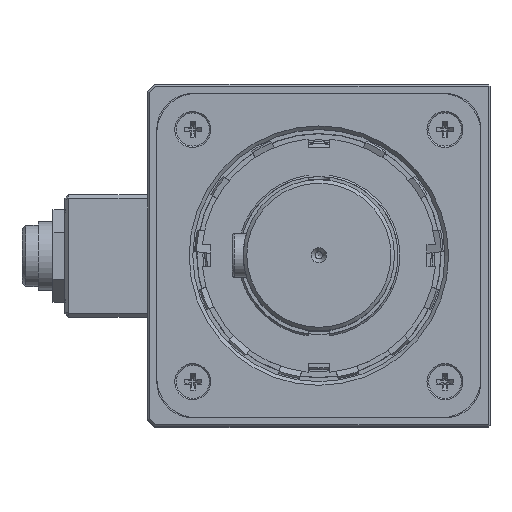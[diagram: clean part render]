
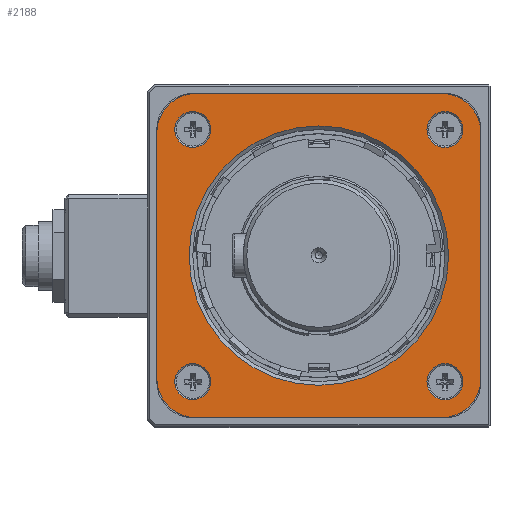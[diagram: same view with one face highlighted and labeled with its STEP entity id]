
A CAD part, top view. The second image highlights one B-rep face of the part: STEP entity #2188.
In plain terms, the highlighted planar face has unit normal (0, 0, 1).
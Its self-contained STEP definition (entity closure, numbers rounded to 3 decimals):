
#2188 = ADVANCED_FACE( '', ( #4596, #4597, #4598, #4599, #4600, #4601 ), #4602, .T. );
#4596 = FACE_BOUND( '', #7676, .T. );
#4597 = FACE_BOUND( '', #7677, .T. );
#4598 = FACE_BOUND( '', #7678, .T. );
#4599 = FACE_BOUND( '', #7679, .T. );
#4600 = FACE_BOUND( '', #7680, .T. );
#4601 = FACE_OUTER_BOUND( '', #7681, .T. );
#4602 = PLANE( '', #7682 );
#7676 = EDGE_LOOP( '', ( #12021 ) );
#7677 = EDGE_LOOP( '', ( #12022 ) );
#7678 = EDGE_LOOP( '', ( #12023 ) );
#7679 = EDGE_LOOP( '', ( #12024 ) );
#7680 = EDGE_LOOP( '', ( #12025 ) );
#7681 = EDGE_LOOP( '', ( #12026, #12027, #12028, #12029, #12030, #12031, #12032, #12033 ) );
#7682 = AXIS2_PLACEMENT_3D( '', #12034, #12035, #12036 );
#12021 = ORIENTED_EDGE( '', *, *, #18422, .T. );
#12022 = ORIENTED_EDGE( '', *, *, #18524, .T. );
#12023 = ORIENTED_EDGE( '', *, *, #18525, .T. );
#12024 = ORIENTED_EDGE( '', *, *, #18526, .T. );
#12025 = ORIENTED_EDGE( '', *, *, #18527, .T. );
#12026 = ORIENTED_EDGE( '', *, *, #17831, .T. );
#12027 = ORIENTED_EDGE( '', *, *, #18528, .T. );
#12028 = ORIENTED_EDGE( '', *, *, #18281, .T. );
#12029 = ORIENTED_EDGE( '', *, *, #18529, .T. );
#12030 = ORIENTED_EDGE( '', *, *, #18530, .T. );
#12031 = ORIENTED_EDGE( '', *, *, #17718, .T. );
#12032 = ORIENTED_EDGE( '', *, *, #17504, .T. );
#12033 = ORIENTED_EDGE( '', *, *, #18023, .T. );
#12034 = CARTESIAN_POINT( '', ( -45., -45., 10. ) );
#12035 = DIRECTION( '', ( 0., 0., 1. ) );
#12036 = DIRECTION( '', ( 1., 0., 0. ) );
#17504 = EDGE_CURVE( '', #20532, #20533, #20534, .T. );
#17718 = EDGE_CURVE( '', #20907, #20532, #20908, .T. );
#17831 = EDGE_CURVE( '', #21096, #21094, #21097, .T. );
#18023 = EDGE_CURVE( '', #20533, #21096, #21414, .T. );
#18281 = EDGE_CURVE( '', #21846, #21847, #21848, .T. );
#18422 = EDGE_CURVE( '', #22069, #22069, #22070, .F. );
#18524 = EDGE_CURVE( '', #22231, #22231, #22232, .T. );
#18525 = EDGE_CURVE( '', #22233, #22233, #22234, .T. );
#18526 = EDGE_CURVE( '', #22235, #22235, #22236, .T. );
#18527 = EDGE_CURVE( '', #22237, #22237, #22238, .T. );
#18528 = EDGE_CURVE( '', #21094, #21846, #22239, .T. );
#18529 = EDGE_CURVE( '', #21847, #22240, #22241, .T. );
#18530 = EDGE_CURVE( '', #22240, #20907, #22242, .T. );
#20532 = VERTEX_POINT( '', #24927 );
#20533 = VERTEX_POINT( '', #24928 );
#20534 = LINE( '', #24929, #24930 );
#20907 = VERTEX_POINT( '', #25465 );
#20908 = CIRCLE( '', #25466, 11. );
#21094 = VERTEX_POINT( '', #25736 );
#21096 = VERTEX_POINT( '', #25739 );
#21097 = LINE( '', #25740, #25741 );
#21414 = CIRCLE( '', #26252, 11. );
#21846 = VERTEX_POINT( '', #26822 );
#21847 = VERTEX_POINT( '', #26823 );
#21848 = LINE( '', #26824, #26825 );
#22069 = VERTEX_POINT( '', #27137 );
#22070 = CIRCLE( '', #27138, 36. );
#22231 = VERTEX_POINT( '', #27393 );
#22232 = CIRCLE( '', #27394, 5. );
#22233 = VERTEX_POINT( '', #27395 );
#22234 = CIRCLE( '', #27396, 5. );
#22235 = VERTEX_POINT( '', #27397 );
#22236 = CIRCLE( '', #27398, 5. );
#22237 = VERTEX_POINT( '', #27399 );
#22238 = CIRCLE( '', #27400, 5. );
#22239 = CIRCLE( '', #27401, 11. );
#22240 = VERTEX_POINT( '', #27402 );
#22241 = CIRCLE( '', #27403, 11. );
#22242 = LINE( '', #27404, #27405 );
#24927 = CARTESIAN_POINT( '', ( 34., 45., 10. ) );
#24928 = CARTESIAN_POINT( '', ( -34., 45., 10. ) );
#24929 = CARTESIAN_POINT( '', ( 45., 45., 10. ) );
#24930 = VECTOR( '', #30688, 1000. );
#25465 = CARTESIAN_POINT( '', ( 45., 34., 10. ) );
#25466 = AXIS2_PLACEMENT_3D( '', #30941, #30942, #30943 );
#25736 = CARTESIAN_POINT( '', ( -45., -34., 10. ) );
#25739 = CARTESIAN_POINT( '', ( -45., 34., 10. ) );
#25740 = CARTESIAN_POINT( '', ( -45., 45., 10. ) );
#25741 = VECTOR( '', #31092, 1000. );
#26252 = AXIS2_PLACEMENT_3D( '', #31329, #31330, #31331 );
#26822 = CARTESIAN_POINT( '', ( -34., -45., 10. ) );
#26823 = CARTESIAN_POINT( '', ( 34., -45., 10. ) );
#26824 = CARTESIAN_POINT( '', ( -45., -45., 10. ) );
#26825 = VECTOR( '', #31704, 1000. );
#27137 = CARTESIAN_POINT( '', ( 36., 0., 10. ) );
#27138 = AXIS2_PLACEMENT_3D( '', #31874, #31875, #31876 );
#27393 = CARTESIAN_POINT( '', ( -40., -35., 10. ) );
#27394 = AXIS2_PLACEMENT_3D( '', #32006, #32007, #32008 );
#27395 = CARTESIAN_POINT( '', ( 35., -40., 10. ) );
#27396 = AXIS2_PLACEMENT_3D( '', #32009, #32010, #32011 );
#27397 = CARTESIAN_POINT( '', ( 40., 35., 10. ) );
#27398 = AXIS2_PLACEMENT_3D( '', #32012, #32013, #32014 );
#27399 = CARTESIAN_POINT( '', ( -35., 40., 10. ) );
#27400 = AXIS2_PLACEMENT_3D( '', #32015, #32016, #32017 );
#27401 = AXIS2_PLACEMENT_3D( '', #32018, #32019, #32020 );
#27402 = CARTESIAN_POINT( '', ( 45., -34., 10. ) );
#27403 = AXIS2_PLACEMENT_3D( '', #32021, #32022, #32023 );
#27404 = CARTESIAN_POINT( '', ( 45., -45., 10. ) );
#27405 = VECTOR( '', #32024, 1000. );
#30688 = DIRECTION( '', ( -1., 0., 0. ) );
#30941 = CARTESIAN_POINT( '', ( 34., 34., 10. ) );
#30942 = DIRECTION( '', ( 0., 0., 1. ) );
#30943 = DIRECTION( '', ( 1., 0., 0. ) );
#31092 = DIRECTION( '', ( 0., -1., 0. ) );
#31329 = CARTESIAN_POINT( '', ( -34., 34., 10. ) );
#31330 = DIRECTION( '', ( 0., 0., 1. ) );
#31331 = DIRECTION( '', ( 1., 0., 0. ) );
#31704 = DIRECTION( '', ( 1., 0., 0. ) );
#31874 = CARTESIAN_POINT( '', ( 0., 0., 10. ) );
#31875 = DIRECTION( '', ( 0., 0., 1. ) );
#31876 = DIRECTION( '', ( 1., 0., 0. ) );
#32006 = CARTESIAN_POINT( '', ( -35., -35., 10. ) );
#32007 = DIRECTION( '', ( 0., 0., -1. ) );
#32008 = DIRECTION( '', ( -1., 0., 0. ) );
#32009 = CARTESIAN_POINT( '', ( 35., -35., 10. ) );
#32010 = DIRECTION( '', ( 0., 0., -1. ) );
#32011 = DIRECTION( '', ( 0., -1., 0. ) );
#32012 = CARTESIAN_POINT( '', ( 35., 35., 10. ) );
#32013 = DIRECTION( '', ( 0., 0., -1. ) );
#32014 = DIRECTION( '', ( 1., 0., 0. ) );
#32015 = CARTESIAN_POINT( '', ( -35., 35., 10. ) );
#32016 = DIRECTION( '', ( 0., 0., -1. ) );
#32017 = DIRECTION( '', ( 0., 1., 0. ) );
#32018 = CARTESIAN_POINT( '', ( -34., -34., 10. ) );
#32019 = DIRECTION( '', ( 0., 0., 1. ) );
#32020 = DIRECTION( '', ( 1., 0., 0. ) );
#32021 = CARTESIAN_POINT( '', ( 34., -34., 10. ) );
#32022 = DIRECTION( '', ( 0., 0., 1. ) );
#32023 = DIRECTION( '', ( 1., 0., 0. ) );
#32024 = DIRECTION( '', ( 0., 1., 0. ) );
